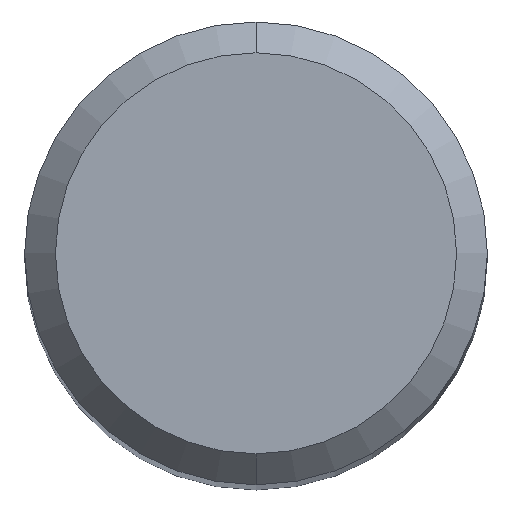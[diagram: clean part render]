
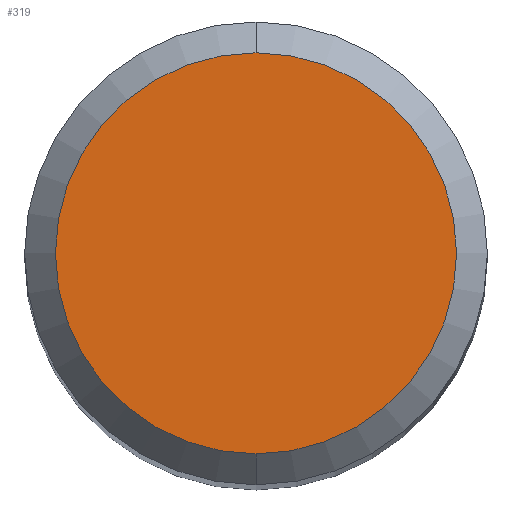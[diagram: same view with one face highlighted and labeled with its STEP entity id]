
A CAD part, top view. The second image highlights one B-rep face of the part: STEP entity #319.
In plain terms, the highlighted planar face has unit normal (0, 0, 1).
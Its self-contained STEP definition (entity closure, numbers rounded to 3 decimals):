
#309=VERTEX_POINT('',#705);
#319=ADVANCED_FACE('',(#715),#716,.T.);
#465=VERTEX_POINT('',#881);
#511=EDGE_CURVE('',#309,#465,#931,.T.);
#579=EDGE_CURVE('',#465,#309,#1007,.T.);
#705=CARTESIAN_POINT('',(0.,-2.6,0.0));
#715=FACE_OUTER_BOUND('',#1230,.T.);
#716=PLANE('',#1231);
#881=CARTESIAN_POINT('',(0.0,2.6,0.0));
#931=CIRCLE('',#1662,2.6);
#1007=CIRCLE('',#1768,2.6);
#1230=EDGE_LOOP('',(#1892,#1893));
#1231=AXIS2_PLACEMENT_3D('',#1894,#1895,#1896);
#1662=AXIS2_PLACEMENT_3D('',#2149,#2150,#2151);
#1768=AXIS2_PLACEMENT_3D('',#2249,#2250,#2251);
#1892=ORIENTED_EDGE('',*,*,#579,.F.);
#1893=ORIENTED_EDGE('',*,*,#511,.F.);
#1894=CARTESIAN_POINT('',(0.0,1.3,0.0));
#1895=DIRECTION('',(-0.0,0.0,1.0));
#1896=DIRECTION('',(0.0,-1.0,0.0));
#2149=CARTESIAN_POINT('',(0.0,0.0,0.0));
#2150=DIRECTION('',(0.0,0.0,-1.0));
#2151=DIRECTION('',(0.0,1.0,0.0));
#2249=CARTESIAN_POINT('',(0.0,0.0,0.0));
#2250=DIRECTION('',(0.0,0.0,-1.0));
#2251=DIRECTION('',(0.0,1.0,0.0));
